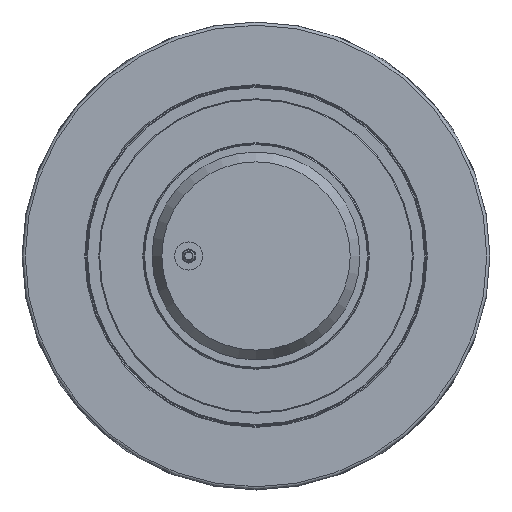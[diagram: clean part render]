
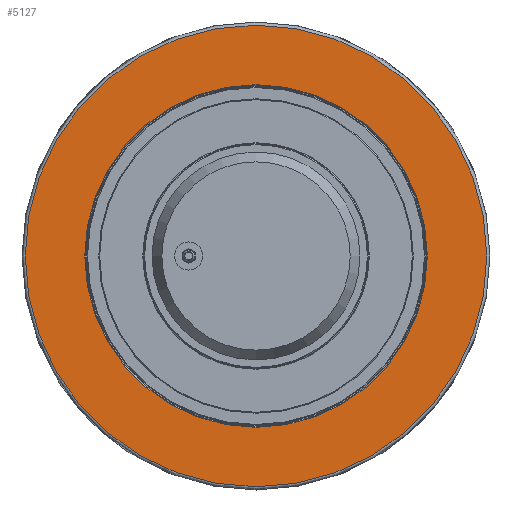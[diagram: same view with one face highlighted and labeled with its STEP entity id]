
A CAD part, left-side view. The second image highlights one B-rep face of the part: STEP entity #5127.
In plain terms, the highlighted planar face has unit normal (-1, 0, 0).
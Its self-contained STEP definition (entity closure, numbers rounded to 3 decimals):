
#98=FACE_BOUND('',#1063,.T.);
#469=CIRCLE('',#5667,123.266);
#470=CIRCLE('',#5668,123.266);
#471=CIRCLE('',#5670,91.5);
#760=FACE_OUTER_BOUND('',#1062,.T.);
#1062=EDGE_LOOP('',(#4028,#4029));
#1063=EDGE_LOOP('',(#4030));
#2202=VERTEX_POINT('',#8659);
#2203=VERTEX_POINT('',#8661);
#2204=VERTEX_POINT('',#8665);
#2851=EDGE_CURVE('',#2202,#2203,#469,.T.);
#2852=EDGE_CURVE('',#2203,#2202,#470,.T.);
#2853=EDGE_CURVE('',#2204,#2204,#471,.T.);
#4028=ORIENTED_EDGE('',*,*,#2852,.F.);
#4029=ORIENTED_EDGE('',*,*,#2851,.F.);
#4030=ORIENTED_EDGE('',*,*,#2853,.F.);
#4628=PLANE('',#5669);
#5127=ADVANCED_FACE('',(#760,#98),#4628,.T.);
#5667=AXIS2_PLACEMENT_3D('',#8662,#6898,#6899);
#5668=AXIS2_PLACEMENT_3D('',#8663,#6900,#6901);
#5669=AXIS2_PLACEMENT_3D('',#8664,#6902,#6903);
#5670=AXIS2_PLACEMENT_3D('',#8666,#6904,#6905);
#6898=DIRECTION('center_axis',(1.,0.,0.));
#6899=DIRECTION('ref_axis',(0.,0.,-1.));
#6900=DIRECTION('center_axis',(1.,0.,0.));
#6901=DIRECTION('ref_axis',(0.,0.,-1.));
#6902=DIRECTION('center_axis',(-1.,0.,0.));
#6903=DIRECTION('ref_axis',(0.,-1.,0.));
#6904=DIRECTION('center_axis',(-1.,0.,0.));
#6905=DIRECTION('ref_axis',(0.,0.,-1.));
#8659=CARTESIAN_POINT('',(-13.722,-120.797,0.));
#8661=CARTESIAN_POINT('',(-13.722,2.469,123.266));
#8662=CARTESIAN_POINT('Origin',(-13.722,2.469,0.));
#8663=CARTESIAN_POINT('Origin',(-13.722,2.469,0.));
#8664=CARTESIAN_POINT('Origin',(-13.722,2.469,107.869));
#8665=CARTESIAN_POINT('',(-13.722,2.469,91.5));
#8666=CARTESIAN_POINT('Origin',(-13.722,2.469,0.));
